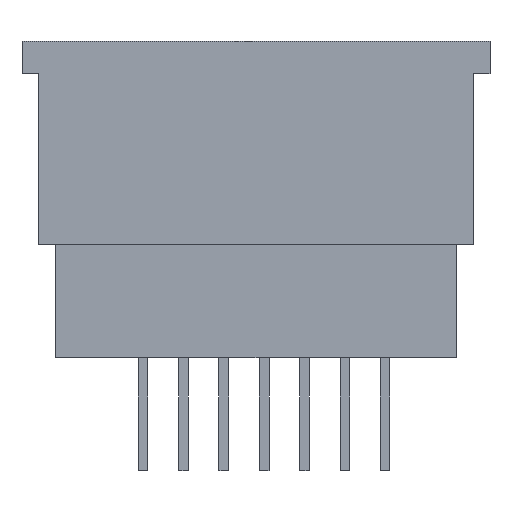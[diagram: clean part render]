
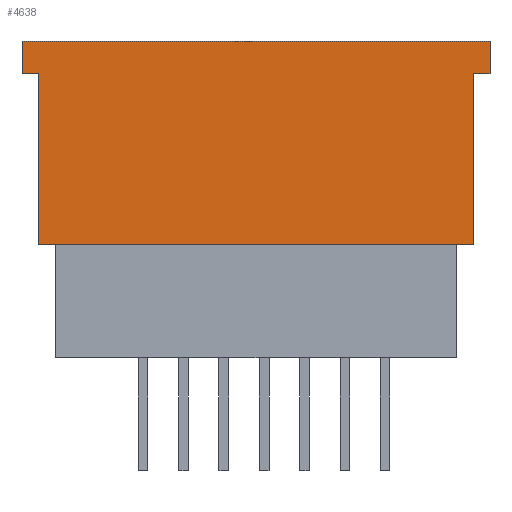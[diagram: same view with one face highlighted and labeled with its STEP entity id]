
A CAD part, front view. The second image highlights one B-rep face of the part: STEP entity #4638.
In plain terms, the highlighted planar face has unit normal (0, -1, 0).
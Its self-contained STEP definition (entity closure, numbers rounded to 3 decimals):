
#177=DIRECTION('',(-1.,0.,0.));
#178=VECTOR('',#177,13.5);
#179=CARTESIAN_POINT('',(6.75,-1.2,0.4));
#180=LINE('',#179,#178);
#905=DIRECTION('',(0.,0.,-1.));
#906=VECTOR('',#905,1.);
#907=CARTESIAN_POINT('',(7.25,-1.2,6.7));
#908=LINE('',#907,#906);
#917=DIRECTION('',(1.,0.,0.));
#918=VECTOR('',#917,0.5);
#919=CARTESIAN_POINT('',(-7.25,-1.2,5.7));
#920=LINE('',#919,#918);
#949=DIRECTION('',(1.,0.,0.));
#950=VECTOR('',#949,0.5);
#951=CARTESIAN_POINT('',(6.75,-1.2,5.7));
#952=LINE('',#951,#950);
#953=DIRECTION('',(0.,0.,-1.));
#954=VECTOR('',#953,5.3);
#955=CARTESIAN_POINT('',(-6.75,-1.2,5.7));
#956=LINE('',#955,#954);
#957=DIRECTION('',(0.,0.,-1.));
#958=VECTOR('',#957,5.3);
#959=CARTESIAN_POINT('',(6.75,-1.2,5.7));
#960=LINE('',#959,#958);
#961=DIRECTION('',(1.,0.,0.));
#962=VECTOR('',#961,14.5);
#963=CARTESIAN_POINT('',(-7.25,-1.2,6.7));
#964=LINE('',#963,#962);
#981=DIRECTION('',(0.,0.,-1.));
#982=VECTOR('',#981,1.);
#983=CARTESIAN_POINT('',(-7.25,-1.2,6.7));
#984=LINE('',#983,#982);
#2679=CARTESIAN_POINT('',(-7.25,-1.2,5.7));
#2681=VERTEX_POINT('',#2679);
#2685=CARTESIAN_POINT('',(-7.25,-1.2,6.7));
#2686=VERTEX_POINT('',#2685);
#2691=CARTESIAN_POINT('',(7.25,-1.2,6.7));
#2692=CARTESIAN_POINT('',(7.25,-1.2,5.7));
#2693=VERTEX_POINT('',#2691);
#2694=VERTEX_POINT('',#2692);
#2696=CARTESIAN_POINT('',(6.75,-1.2,0.4));
#2698=VERTEX_POINT('',#2696);
#2699=CARTESIAN_POINT('',(-6.75,-1.2,0.4));
#2700=VERTEX_POINT('',#2699);
#2703=CARTESIAN_POINT('',(-6.75,-1.2,5.7));
#2705=VERTEX_POINT('',#2703);
#2707=CARTESIAN_POINT('',(6.75,-1.2,5.7));
#2708=VERTEX_POINT('',#2707);
#4621=CARTESIAN_POINT('',(-7.25,-1.2,6.7));
#4622=DIRECTION('',(0.,-1.,0.));
#4623=DIRECTION('',(0.,0.,-1.));
#4624=AXIS2_PLACEMENT_3D('',#4621,#4622,#4623);
#4625=PLANE('',#4624);
#4626=ORIENTED_EDGE('',*,*,#4602,.F.);
#4628=ORIENTED_EDGE('',*,*,#4627,.T.);
#4629=ORIENTED_EDGE('',*,*,#3653,.T.);
#4630=ORIENTED_EDGE('',*,*,#4614,.F.);
#4631=ORIENTED_EDGE('',*,*,#4563,.F.);
#4633=ORIENTED_EDGE('',*,*,#4632,.F.);
#4634=ORIENTED_EDGE('',*,*,#4481,.T.);
#4635=ORIENTED_EDGE('',*,*,#4547,.T.);
#4636=EDGE_LOOP('',(#4626,#4628,#4629,#4630,#4631,#4633,#4634,#4635));
#4637=FACE_OUTER_BOUND('',#4636,.F.);
#4638=ADVANCED_FACE('',(#4637),#4625,.T.);
#3653=EDGE_CURVE('',#2698,#2700,#180,.T.);
#4481=EDGE_CURVE('',#2686,#2693,#964,.T.);
#4547=EDGE_CURVE('',#2693,#2694,#908,.T.);
#4563=EDGE_CURVE('',#2681,#2705,#920,.T.);
#4602=EDGE_CURVE('',#2708,#2694,#952,.T.);
#4614=EDGE_CURVE('',#2705,#2700,#956,.T.);
#4627=EDGE_CURVE('',#2708,#2698,#960,.T.);
#4632=EDGE_CURVE('',#2686,#2681,#984,.T.);
